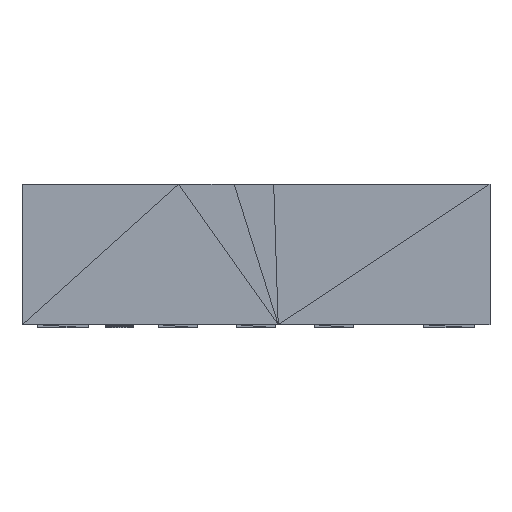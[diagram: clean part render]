
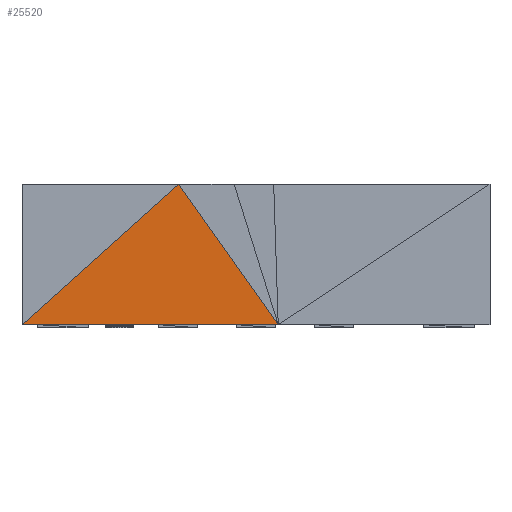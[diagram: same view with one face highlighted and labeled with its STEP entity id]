
A CAD part, left-side view. The second image highlights one B-rep face of the part: STEP entity #25520.
In plain terms, the highlighted planar face has unit normal (-1, 0, 0).
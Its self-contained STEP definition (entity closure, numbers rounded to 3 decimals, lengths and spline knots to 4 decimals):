
#490=DIRECTION('',(0.0,1.0,0.0));
#491=VECTOR('',#490,1000.0);
#19979=CARTESIAN_POINT('',(-1.5,1.5,0.02));
#19980=VERTEX_POINT('',#19979);
#19993=CARTESIAN_POINT('',(-1.5,-0.1425,0.02));
#19994=VERTEX_POINT('',#19993);
#20363=CARTESIAN_POINT('',(-1.5,0.4956,0.92));
#20364=VERTEX_POINT('',#20363);
#21548=LINE('',#19993,#491);
#21549=EDGE_CURVE('',#19994,#19980,#21548,.T.);
#25493=DIRECTION('',(0.0,-0.745,0.667));
#25494=VECTOR('',#25493,1000.0);
#25495=LINE('',#19979,#25494);
#25496=EDGE_CURVE('',#19980,#20364,#25495,.T.);
#25507=DIRECTION('',(0.0,0.578,0.816));
#25508=VECTOR('',#25507,1000.0);
#25509=LINE('',#19993,#25508);
#25510=EDGE_CURVE('',#19994,#20364,#25509,.T.);
#25511=ORIENTED_EDGE('',*,*,#25496,.F.);
#25512=ORIENTED_EDGE('',*,*,#21549,.F.);
#25513=ORIENTED_EDGE('',*,*,#25510,.T.);
#25514=DIRECTION('',(-1.0,-0.0,-0.0));
#25515=DIRECTION('',(0.0,0.745,-0.667));
#25516=AXIS2_PLACEMENT_3D('',#20363,#25514,#25515);
#25517=PLANE('',#25516);
#25518=EDGE_LOOP('',(#25511,#25512,#25513));
#25519=FACE_BOUND('',#25518,.T.);
#25520=ADVANCED_FACE('',(#25519),#25517,.T.);
